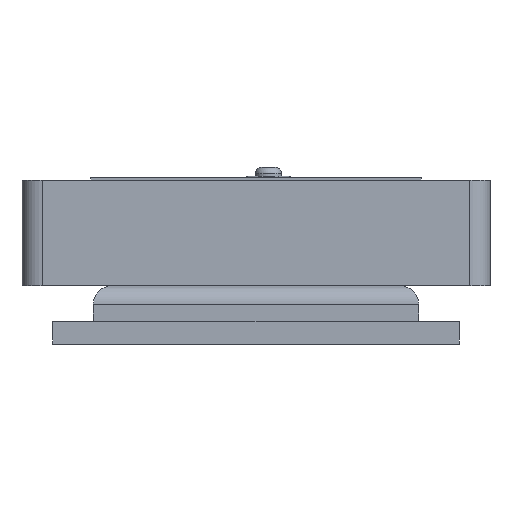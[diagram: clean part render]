
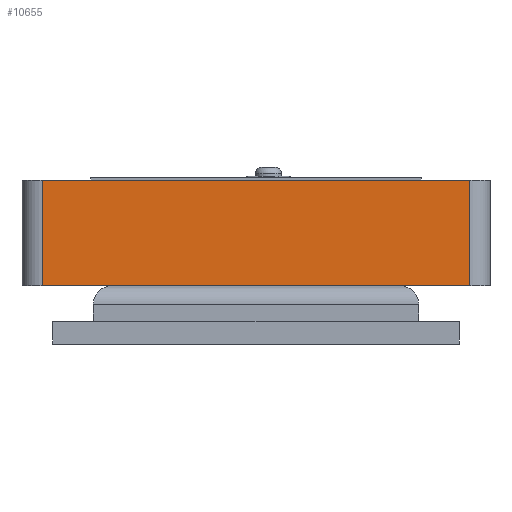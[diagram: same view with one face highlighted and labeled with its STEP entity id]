
A CAD part, front view. The second image highlights one B-rep face of the part: STEP entity #10655.
In plain terms, the highlighted planar face has unit normal (0, -1, 0).
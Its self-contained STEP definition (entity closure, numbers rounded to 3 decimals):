
#1247=PLANE('',#11235);
#1635=FACE_OUTER_BOUND('',#2254,.T.);
#2254=EDGE_LOOP('',(#8647,#8648,#8649,#8650));
#3085=LINE('',#16451,#4006);
#3094=LINE('',#16483,#4015);
#3099=LINE('',#16493,#4020);
#3100=LINE('',#16495,#4021);
#4006=VECTOR('',#12273,10.);
#4015=VECTOR('',#12304,10.);
#4020=VECTOR('',#12317,10.);
#4021=VECTOR('',#12320,10.);
#4967=VERTEX_POINT('',#16448);
#4968=VERTEX_POINT('',#16450);
#4979=VERTEX_POINT('',#16480);
#4980=VERTEX_POINT('',#16482);
#6280=EDGE_CURVE('',#4967,#4968,#3085,.T.);
#6295=EDGE_CURVE('',#4980,#4979,#3094,.T.);
#6301=EDGE_CURVE('',#4980,#4967,#3099,.T.);
#6302=EDGE_CURVE('',#4968,#4979,#3100,.T.);
#8647=ORIENTED_EDGE('',*,*,#6301,.F.);
#8648=ORIENTED_EDGE('',*,*,#6295,.T.);
#8649=ORIENTED_EDGE('',*,*,#6302,.F.);
#8650=ORIENTED_EDGE('',*,*,#6280,.F.);
#10655=ADVANCED_FACE('',(#1635),#1247,.T.);
#11235=AXIS2_PLACEMENT_3D('',#16494,#12318,#12319);
#12273=DIRECTION('',(1.,0.,0.));
#12304=DIRECTION('',(1.,0.,0.));
#12317=DIRECTION('',(0.,0.,1.));
#12318=DIRECTION('center_axis',(0.,-1.,0.));
#12319=DIRECTION('ref_axis',(1.,0.,0.));
#12320=DIRECTION('',(0.,0.,-1.));
#16448=CARTESIAN_POINT('',(-0.29,-1.169,6.45));
#16450=CARTESIAN_POINT('',(16.51,-1.169,6.45));
#16451=CARTESIAN_POINT('',(-1.09,-1.169,6.45));
#16480=CARTESIAN_POINT('',(16.51,-1.169,2.3));
#16482=CARTESIAN_POINT('',(-0.29,-1.169,2.3));
#16483=CARTESIAN_POINT('',(-1.09,-1.169,2.3));
#16493=CARTESIAN_POINT('',(-0.29,-1.169,2.3));
#16494=CARTESIAN_POINT('Origin',(-1.09,-1.169,2.3));
#16495=CARTESIAN_POINT('',(16.51,-1.169,2.3));
